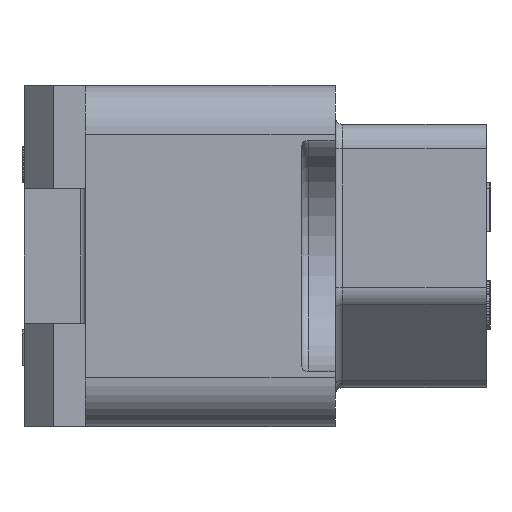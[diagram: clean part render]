
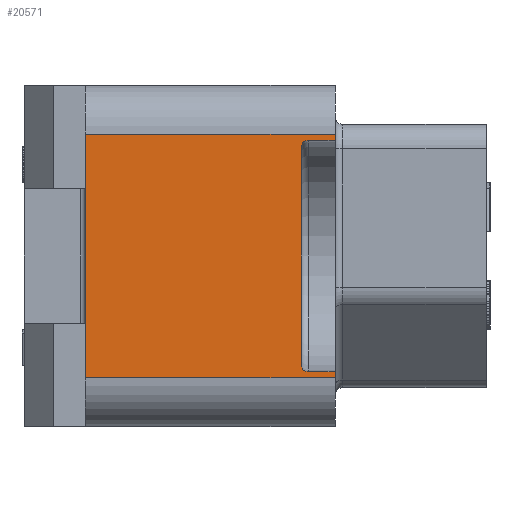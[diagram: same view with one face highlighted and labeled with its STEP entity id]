
A CAD part, left-side view. The second image highlights one B-rep face of the part: STEP entity #20571.
In plain terms, the highlighted planar face has unit normal (-1, 0, 0).
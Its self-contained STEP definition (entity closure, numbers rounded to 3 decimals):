
#1468=DIRECTION('',(0.,0.,-1.));
#1469=VECTOR('',#1468,10.);
#1470=CARTESIAN_POINT('',(-40.,10.25,5.));
#1471=LINE('',#1470,#1469);
#2009=DIRECTION('',(0.,-1.,0.));
#2010=VECTOR('',#2009,10.25);
#2011=CARTESIAN_POINT('',(-40.,10.25,5.));
#2012=LINE('',#2011,#2010);
#2215=DIRECTION('',(0.,1.,0.));
#2216=VECTOR('',#2215,10.25);
#2217=CARTESIAN_POINT('',(-40.,0.,-5.));
#2218=LINE('',#2217,#2216);
#2224=DIRECTION('',(0.,0.,1.));
#2225=VECTOR('',#2224,8.9);
#2226=CARTESIAN_POINT('',(-40.,1.4,-4.45));
#2227=LINE('',#2226,#2225);
#2228=DIRECTION('',(0.,1.,0.));
#2229=VECTOR('',#2228,1.1);
#2230=CARTESIAN_POINT('',(-40.,0.,-4.75));
#2231=LINE('',#2230,#2229);
#2232=DIRECTION('',(0.,0.,-1.));
#2233=VECTOR('',#2232,0.25);
#2234=CARTESIAN_POINT('',(-40.,0.,-4.75));
#2235=LINE('',#2234,#2233);
#2236=DIRECTION('',(0.,0.,-1.));
#2237=VECTOR('',#2236,0.25);
#2238=CARTESIAN_POINT('',(-40.,0.,5.));
#2239=LINE('',#2238,#2237);
#2240=DIRECTION('',(0.,1.,0.));
#2241=VECTOR('',#2240,1.1);
#2242=CARTESIAN_POINT('',(-40.,0.,4.75));
#2243=LINE('',#2242,#2241);
#2267=CARTESIAN_POINT('',(-40.,1.1,-4.45));
#2268=DIRECTION('',(1.,0.,0.));
#2269=DIRECTION('',(0.,0.,-1.));
#2270=AXIS2_PLACEMENT_3D('',#2267,#2268,#2269);
#2291=CARTESIAN_POINT('',(-40.,1.1,4.45));
#2292=DIRECTION('',(1.,0.,0.));
#2293=DIRECTION('',(0.,1.,0.));
#2294=AXIS2_PLACEMENT_3D('',#2291,#2292,#2293);
#15046=CARTESIAN_POINT('',(-40.,0.,5.));
#15047=VERTEX_POINT('',#15046);
#15048=CARTESIAN_POINT('',(-40.,10.25,5.));
#15049=VERTEX_POINT('',#15048);
#15054=CARTESIAN_POINT('',(-40.,10.25,-5.));
#15055=VERTEX_POINT('',#15054);
#15056=CARTESIAN_POINT('',(-40.,0.,-5.));
#15057=VERTEX_POINT('',#15056);
#15066=CARTESIAN_POINT('',(-40.,0.,-4.75));
#15068=VERTEX_POINT('',#15066);
#15072=CARTESIAN_POINT('',(-40.,0.,4.75));
#15073=VERTEX_POINT('',#15072);
#15283=CARTESIAN_POINT('',(-40.,1.4,-4.45));
#15285=VERTEX_POINT('',#15283);
#15287=CARTESIAN_POINT('',(-40.,1.1,-4.75));
#15289=VERTEX_POINT('',#15287);
#15294=CARTESIAN_POINT('',(-40.,1.4,4.45));
#15295=VERTEX_POINT('',#15294);
#15296=CARTESIAN_POINT('',(-40.,1.1,4.75));
#15297=VERTEX_POINT('',#15296);
#20549=CARTESIAN_POINT('',(-40.,0.,7.));
#20550=DIRECTION('',(-1.,0.,0.));
#20551=DIRECTION('',(0.,1.,0.));
#20552=AXIS2_PLACEMENT_3D('',#20549,#20550,#20551);
#20553=PLANE('',#20552);
#20555=ORIENTED_EDGE('',*,*,#20554,.F.);
#20557=ORIENTED_EDGE('',*,*,#20556,.F.);
#20559=ORIENTED_EDGE('',*,*,#20558,.F.);
#20560=ORIENTED_EDGE('',*,*,#20468,.T.);
#20561=ORIENTED_EDGE('',*,*,#20543,.T.);
#20562=ORIENTED_EDGE('',*,*,#19986,.F.);
#20563=ORIENTED_EDGE('',*,*,#20292,.T.);
#20564=ORIENTED_EDGE('',*,*,#20476,.T.);
#20566=ORIENTED_EDGE('',*,*,#20565,.T.);
#20568=ORIENTED_EDGE('',*,*,#20567,.F.);
#20569=EDGE_LOOP('',(#20555,#20557,#20559,#20560,#20561,#20562,#20563,#20564,
#20566,#20568));
#20570=FACE_OUTER_BOUND('',#20569,.F.);
#20571=ADVANCED_FACE('',(#20570),#20553,.T.);
#2271=CIRCLE('',#2270,0.3);
#2295=CIRCLE('',#2294,0.3);
#19986=EDGE_CURVE('',#15049,#15055,#1471,.T.);
#20292=EDGE_CURVE('',#15049,#15047,#2012,.T.);
#20468=EDGE_CURVE('',#15068,#15057,#2235,.T.);
#20476=EDGE_CURVE('',#15047,#15073,#2239,.T.);
#20543=EDGE_CURVE('',#15057,#15055,#2218,.T.);
#20554=EDGE_CURVE('',#15285,#15295,#2227,.T.);
#20556=EDGE_CURVE('',#15289,#15285,#2271,.T.);
#20558=EDGE_CURVE('',#15068,#15289,#2231,.T.);
#20565=EDGE_CURVE('',#15073,#15297,#2243,.T.);
#20567=EDGE_CURVE('',#15295,#15297,#2295,.T.);
